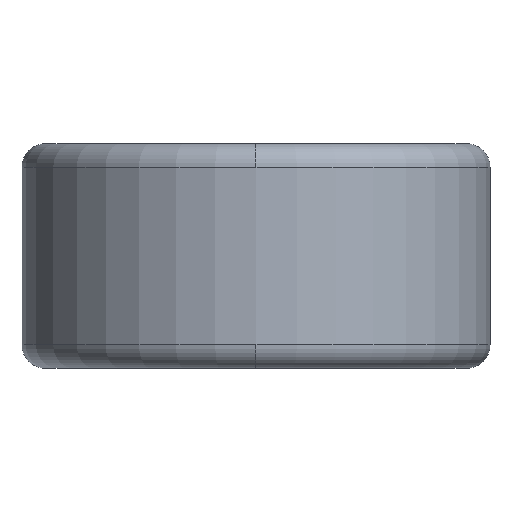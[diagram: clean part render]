
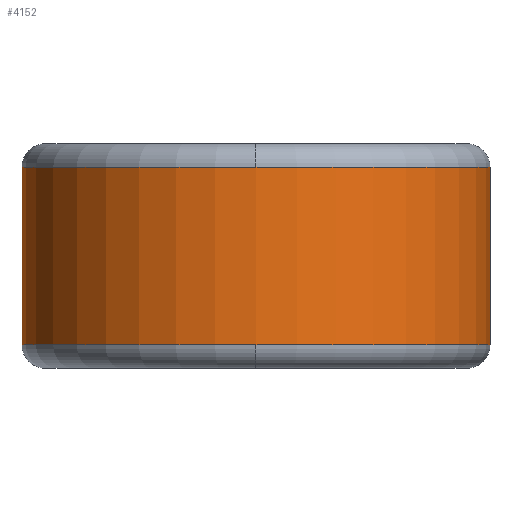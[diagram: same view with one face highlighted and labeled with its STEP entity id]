
A CAD part, front view. The second image highlights one B-rep face of the part: STEP entity #4152.
In plain terms, the highlighted cylindrical face has radius 5 mm (diameter 10 mm), a full revolution.
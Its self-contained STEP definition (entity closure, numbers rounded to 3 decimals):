
#3890 = VERTEX_POINT('',#3891);
#3891 = CARTESIAN_POINT('',(-5.,0.,4.3));
#3900 = VERTEX_POINT('',#3901);
#3901 = CARTESIAN_POINT('',(0.,-5.,4.3));
#3908 = EDGE_CURVE('',#3890,#3900,#3909,.T.);
#3909 = CIRCLE('',#3910,5.);
#3910 = AXIS2_PLACEMENT_3D('',#3911,#3912,#3913);
#3911 = CARTESIAN_POINT('',(0.,0.,4.3));
#3912 = DIRECTION('',(0.,0.,1.));
#3913 = DIRECTION('',(-1.,0.,0.));
#3924 = VERTEX_POINT('',#3925);
#3925 = CARTESIAN_POINT('',(0.,5.,4.3));
#3934 = EDGE_CURVE('',#3924,#3890,#3935,.T.);
#3935 = CIRCLE('',#3936,5.);
#3936 = AXIS2_PLACEMENT_3D('',#3937,#3938,#3939);
#3937 = CARTESIAN_POINT('',(0.,0.,4.3));
#3938 = DIRECTION('',(0.,-0.,1.));
#3939 = DIRECTION('',(0.,1.,0.));
#3952 = VERTEX_POINT('',#3953);
#3953 = CARTESIAN_POINT('',(5.,0.,4.3));
#3960 = EDGE_CURVE('',#3900,#3952,#3961,.T.);
#3961 = CIRCLE('',#3962,5.);
#3962 = AXIS2_PLACEMENT_3D('',#3963,#3964,#3965);
#3963 = CARTESIAN_POINT('',(0.,0.,4.3));
#3964 = DIRECTION('',(0.,0.,1.));
#3965 = DIRECTION('',(0.,-1.,0.));
#3978 = EDGE_CURVE('',#3952,#3924,#3979,.T.);
#3979 = CIRCLE('',#3980,5.);
#3980 = AXIS2_PLACEMENT_3D('',#3981,#3982,#3983);
#3981 = CARTESIAN_POINT('',(0.,0.,4.3));
#3982 = DIRECTION('',(0.,0.,1.));
#3983 = DIRECTION('',(1.,0.,0.));
#4152 = ADVANCED_FACE('',(#4153),#4201,.T.);
#4153 = FACE_BOUND('',#4154,.F.);
#4154 = EDGE_LOOP('',(#4155,#4162,#4171,#4180,#4189,#4196,#4197,#4198,
    #4199,#4200));
#4155 = ORIENTED_EDGE('',*,*,#4156,.T.);
#4156 = EDGE_CURVE('',#3952,#4157,#4159,.T.);
#4157 = VERTEX_POINT('',#4158);
#4158 = CARTESIAN_POINT('',(5.,0.,0.5));
#4159 = B_SPLINE_CURVE_WITH_KNOTS('',1,(#4160,#4161),.UNSPECIFIED.,.F.,
  .F.,(2,2),(-5.8,0.),.PIECEWISE_BEZIER_KNOTS.);
#4160 = CARTESIAN_POINT('',(5.,0.,5.8));
#4161 = CARTESIAN_POINT('',(5.,0.,0.));
#4162 = ORIENTED_EDGE('',*,*,#4163,.F.);
#4163 = EDGE_CURVE('',#4164,#4157,#4166,.T.);
#4164 = VERTEX_POINT('',#4165);
#4165 = CARTESIAN_POINT('',(0.,-5.,0.5));
#4166 = CIRCLE('',#4167,5.);
#4167 = AXIS2_PLACEMENT_3D('',#4168,#4169,#4170);
#4168 = CARTESIAN_POINT('',(0.,0.,0.5));
#4169 = DIRECTION('',(0.,0.,1.));
#4170 = DIRECTION('',(0.,-1.,0.));
#4171 = ORIENTED_EDGE('',*,*,#4172,.F.);
#4172 = EDGE_CURVE('',#4173,#4164,#4175,.T.);
#4173 = VERTEX_POINT('',#4174);
#4174 = CARTESIAN_POINT('',(-5.,0.,0.5));
#4175 = CIRCLE('',#4176,5.);
#4176 = AXIS2_PLACEMENT_3D('',#4177,#4178,#4179);
#4177 = CARTESIAN_POINT('',(0.,0.,0.5));
#4178 = DIRECTION('',(0.,0.,1.));
#4179 = DIRECTION('',(-1.,0.,0.));
#4180 = ORIENTED_EDGE('',*,*,#4181,.F.);
#4181 = EDGE_CURVE('',#4182,#4173,#4184,.T.);
#4182 = VERTEX_POINT('',#4183);
#4183 = CARTESIAN_POINT('',(0.,5.,0.5));
#4184 = CIRCLE('',#4185,5.);
#4185 = AXIS2_PLACEMENT_3D('',#4186,#4187,#4188);
#4186 = CARTESIAN_POINT('',(0.,0.,0.5));
#4187 = DIRECTION('',(0.,-0.,1.));
#4188 = DIRECTION('',(0.,1.,0.));
#4189 = ORIENTED_EDGE('',*,*,#4190,.F.);
#4190 = EDGE_CURVE('',#4157,#4182,#4191,.T.);
#4191 = CIRCLE('',#4192,5.);
#4192 = AXIS2_PLACEMENT_3D('',#4193,#4194,#4195);
#4193 = CARTESIAN_POINT('',(0.,0.,0.5));
#4194 = DIRECTION('',(0.,0.,1.));
#4195 = DIRECTION('',(1.,0.,0.));
#4196 = ORIENTED_EDGE('',*,*,#4156,.F.);
#4197 = ORIENTED_EDGE('',*,*,#3978,.T.);
#4198 = ORIENTED_EDGE('',*,*,#3934,.T.);
#4199 = ORIENTED_EDGE('',*,*,#3908,.T.);
#4200 = ORIENTED_EDGE('',*,*,#3960,.T.);
#4201 = CYLINDRICAL_SURFACE('',#4202,5.);
#4202 = AXIS2_PLACEMENT_3D('',#4203,#4204,#4205);
#4203 = CARTESIAN_POINT('',(0.,0.,0.));
#4204 = DIRECTION('',(-0.,-0.,-1.));
#4205 = DIRECTION('',(1.,0.,0.));
